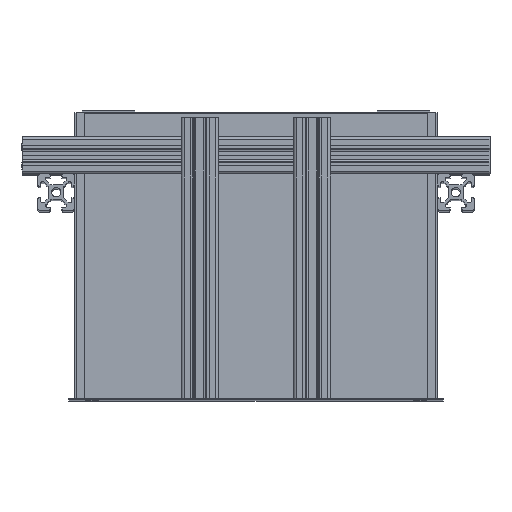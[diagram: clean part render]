
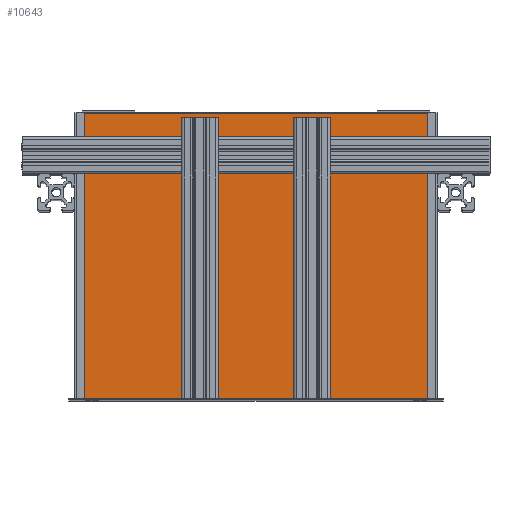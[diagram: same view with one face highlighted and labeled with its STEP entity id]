
A CAD part, top view. The second image highlights one B-rep face of the part: STEP entity #10643.
In plain terms, the highlighted face is planar.
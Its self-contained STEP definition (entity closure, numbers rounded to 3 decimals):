
#161 = EDGE_LOOP ( 'NONE', ( #12318, #10934 ) ) ;
#218 = LINE ( 'NONE', #16089, #8612 ) ;
#296 = DIRECTION ( 'NONE',  ( 0., 1., 0. ) ) ;
#842 = AXIS2_PLACEMENT_3D ( 'NONE', #11210, #15237, #2655 ) ;
#896 = VERTEX_POINT ( 'NONE', #1683 ) ;
#1152 = CARTESIAN_POINT ( 'NONE',  ( 17.145, -1., 70.42 ) ) ;
#1186 = CARTESIAN_POINT ( 'NONE',  ( 93.345, -1., 67.92 ) ) ;
#1217 = DIRECTION ( 'NONE',  ( 0., 1., 0. ) ) ;
#1365 = DIRECTION ( 'NONE',  ( 0., 0., 1. ) ) ;
#1399 = CARTESIAN_POINT ( 'NONE',  ( 93.345, -1., 67.92 ) ) ;
#1582 = ORIENTED_EDGE ( 'NONE', *, *, #2531, .T. ) ;
#1624 = AXIS2_PLACEMENT_3D ( 'NONE', #15872, #4691, #2234 ) ;
#1683 = CARTESIAN_POINT ( 'NONE',  ( 0., -1., 45. ) ) ;
#2129 = DIRECTION ( 'NONE',  ( 0., 0., 1. ) ) ;
#2206 = DIRECTION ( 'NONE',  ( 0., 1., 0. ) ) ;
#2234 = DIRECTION ( 'NONE',  ( 0., 0., 1. ) ) ;
#2531 = EDGE_CURVE ( 'NONE', #896, #14247, #5344, .T. ) ;
#2655 = DIRECTION ( 'NONE',  ( 0., 0., 1. ) ) ;
#2727 = ORIENTED_EDGE ( 'NONE', *, *, #9015, .T. ) ;
#2955 = EDGE_CURVE ( 'NONE', #2995, #4158, #9643, .T. ) ;
#2995 = VERTEX_POINT ( 'NONE', #3927 ) ;
#3079 = LINE ( 'NONE', #6663, #7314 ) ;
#3099 = EDGE_CURVE ( 'NONE', #11469, #8676, #3079, .T. ) ;
#3871 = CARTESIAN_POINT ( 'NONE',  ( 17.145, -1., 67.92 ) ) ;
#3927 = CARTESIAN_POINT ( 'NONE',  ( 169.545, -1., 70.42 ) ) ;
#3993 = CARTESIAN_POINT ( 'NONE',  ( 93.345, -1., 70.42 ) ) ;
#4110 = ORIENTED_EDGE ( 'NONE', *, *, #8474, .T. ) ;
#4158 = VERTEX_POINT ( 'NONE', #12230 ) ;
#4199 = AXIS2_PLACEMENT_3D ( 'NONE', #8483, #2206, #9772 ) ;
#4451 = CARTESIAN_POINT ( 'NONE',  ( 93.345, -1., 65.42 ) ) ;
#4691 = DIRECTION ( 'NONE',  ( 0., 1., 0. ) ) ;
#4749 = LINE ( 'NONE', #14469, #15184 ) ;
#4938 = EDGE_LOOP ( 'NONE', ( #4110, #11579 ) ) ;
#4975 = EDGE_CURVE ( 'NONE', #896, #11469, #4749, .T. ) ;
#5058 = EDGE_LOOP ( 'NONE', ( #13310, #1582, #2727, #10027 ) ) ;
#5075 = DIRECTION ( 'NONE',  ( 0., 0., 1. ) ) ;
#5126 = FACE_OUTER_BOUND ( 'NONE', #5058, .T. ) ;
#5344 = LINE ( 'NONE', #11620, #12002 ) ;
#5571 = CIRCLE ( 'NONE', #842, 2.5 ) ;
#5675 = DIRECTION ( 'NONE',  ( 0., 0., 1. ) ) ;
#6332 = FACE_BOUND ( 'NONE', #4938, .T. ) ;
#6663 = CARTESIAN_POINT ( 'NONE',  ( 0., -1., 200. ) ) ;
#6963 = VERTEX_POINT ( 'NONE', #3993 ) ;
#7314 = VECTOR ( 'NONE', #11819, 1000. ) ;
#7522 = AXIS2_PLACEMENT_3D ( 'NONE', #3871, #16110, #7759 ) ;
#7759 = DIRECTION ( 'NONE',  ( 0., 0., 1. ) ) ;
#7881 = DIRECTION ( 'NONE',  ( 0., 1., 0. ) ) ;
#8048 = AXIS2_PLACEMENT_3D ( 'NONE', #1399, #1217, #15055 ) ;
#8449 = EDGE_CURVE ( 'NONE', #6963, #15191, #8841, .T. ) ;
#8474 = EDGE_CURVE ( 'NONE', #12069, #14401, #12490, .T. ) ;
#8483 = CARTESIAN_POINT ( 'NONE',  ( 169.545, -1., 67.92 ) ) ;
#8612 = VECTOR ( 'NONE', #5075, 1000. ) ;
#8675 = CARTESIAN_POINT ( 'NONE',  ( 0., -1., 200. ) ) ;
#8676 = VERTEX_POINT ( 'NONE', #9388 ) ;
#8841 = CIRCLE ( 'NONE', #8048, 2.5 ) ;
#8999 = ORIENTED_EDGE ( 'NONE', *, *, #8449, .T. ) ;
#9015 = EDGE_CURVE ( 'NONE', #14247, #8676, #218, .T. ) ;
#9388 = CARTESIAN_POINT ( 'NONE',  ( 186.69, -1., 200. ) ) ;
#9409 = DIRECTION ( 'NONE',  ( 1., 0., 0. ) ) ;
#9643 = CIRCLE ( 'NONE', #4199, 2.5 ) ;
#9772 = DIRECTION ( 'NONE',  ( 0., 0., 1. ) ) ;
#10027 = ORIENTED_EDGE ( 'NONE', *, *, #3099, .F. ) ;
#10326 = EDGE_LOOP ( 'NONE', ( #8999, #10920 ) ) ;
#10394 = CARTESIAN_POINT ( 'NONE',  ( 0., -1., 0. ) ) ;
#10479 = PLANE ( 'NONE',  #10760 ) ;
#10643 = ADVANCED_FACE ( 'NONE', ( #14931, #6332, #11318, #5126 ), #10479, .F. ) ;
#10760 = AXIS2_PLACEMENT_3D ( 'NONE', #10394, #7881, #5675 ) ;
#10920 = ORIENTED_EDGE ( 'NONE', *, *, #14362, .T. ) ;
#10934 = ORIENTED_EDGE ( 'NONE', *, *, #13304, .T. ) ;
#11029 = EDGE_CURVE ( 'NONE', #14401, #12069, #5571, .T. ) ;
#11210 = CARTESIAN_POINT ( 'NONE',  ( 17.145, -1., 67.92 ) ) ;
#11318 = FACE_BOUND ( 'NONE', #10326, .T. ) ;
#11469 = VERTEX_POINT ( 'NONE', #8675 ) ;
#11579 = ORIENTED_EDGE ( 'NONE', *, *, #11029, .T. ) ;
#11620 = CARTESIAN_POINT ( 'NONE',  ( 0., -1., 45. ) ) ;
#11819 = DIRECTION ( 'NONE',  ( 1., 0., 0. ) ) ;
#12002 = VECTOR ( 'NONE', #9409, 1000. ) ;
#12069 = VERTEX_POINT ( 'NONE', #1152 ) ;
#12112 = AXIS2_PLACEMENT_3D ( 'NONE', #1186, #296, #1365 ) ;
#12230 = CARTESIAN_POINT ( 'NONE',  ( 169.545, -1., 65.42 ) ) ;
#12318 = ORIENTED_EDGE ( 'NONE', *, *, #2955, .T. ) ;
#12490 = CIRCLE ( 'NONE', #7522, 2.5 ) ;
#13304 = EDGE_CURVE ( 'NONE', #4158, #2995, #13637, .T. ) ;
#13310 = ORIENTED_EDGE ( 'NONE', *, *, #4975, .F. ) ;
#13637 = CIRCLE ( 'NONE', #1624, 2.5 ) ;
#14247 = VERTEX_POINT ( 'NONE', #15766 ) ;
#14362 = EDGE_CURVE ( 'NONE', #15191, #6963, #15009, .T. ) ;
#14401 = VERTEX_POINT ( 'NONE', #15275 ) ;
#14469 = CARTESIAN_POINT ( 'NONE',  ( 0., -1., 0. ) ) ;
#14931 = FACE_BOUND ( 'NONE', #161, .T. ) ;
#15009 = CIRCLE ( 'NONE', #12112, 2.5 ) ;
#15055 = DIRECTION ( 'NONE',  ( 0., 0., 1. ) ) ;
#15184 = VECTOR ( 'NONE', #2129, 1000. ) ;
#15191 = VERTEX_POINT ( 'NONE', #4451 ) ;
#15237 = DIRECTION ( 'NONE',  ( 0., 1., 0. ) ) ;
#15275 = CARTESIAN_POINT ( 'NONE',  ( 17.145, -1., 65.42 ) ) ;
#15766 = CARTESIAN_POINT ( 'NONE',  ( 186.69, -1., 45. ) ) ;
#15872 = CARTESIAN_POINT ( 'NONE',  ( 169.545, -1., 67.92 ) ) ;
#16089 = CARTESIAN_POINT ( 'NONE',  ( 186.69, -1., 0. ) ) ;
#16110 = DIRECTION ( 'NONE',  ( 0., 1., 0. ) ) ;
